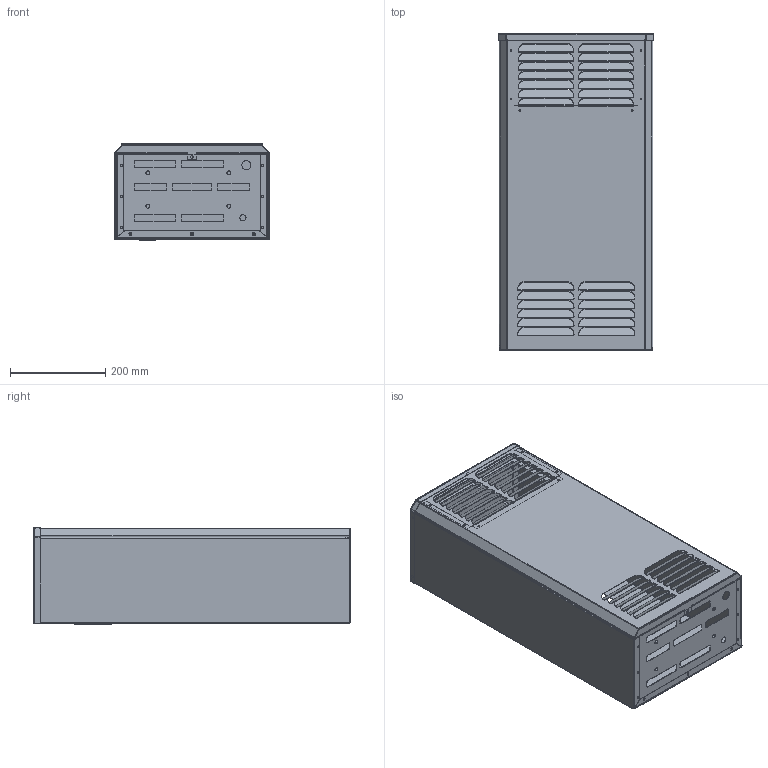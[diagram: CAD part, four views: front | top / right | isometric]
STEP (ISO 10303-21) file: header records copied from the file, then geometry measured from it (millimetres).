
FILE_DESCRIPTION (( 'STEP AP203' ), '1' );
FILE_NAME ('O500-MONTAJ.STEP', '2023-01-25T07:49:49', ( '' ), ( '' ), 'SwSTEP 2.0', 'SolidWorks 2011', '' );
FILE_SCHEMA (( 'CONFIG_CONTROL_DESIGN' ));
Length unit declared in the file: millimetre
Products named in the file (8): O500-MONTAJ; 9898SVK500tavan sacý; OUT500-FILTRE; Digital Display Controller-K; OUT500-ARKAKAPAK; OUT500-ONKAPAK; OUT500-MOTORALTSACI; OUT500-GOVDE
Assembly tree (7 placements, depth 2):
  O500-MONTAJ
    OUT500-ONKAPAK
    OUT500-FILTRE
    OUT500-ARKAKAPAK
    Digital Display Controller-K
    OUT500-GOVDE
    OUT500-MOTORALTSACI
    9898SVK500tavan sacý
Bounding box: 324.97 x 664.17 x 202.99 mm (x, y, z)
Volume: 907264.8 mm3; surface area: 1833065.1 mm2
Topology: 7 solids, 7 shells, 1671 faces, 4547 edges, 2850 vertices
Faces by surface type: cylinder 874, plane 578, bspline 219
Entity records: 56132 total; most frequent: CARTESIAN_POINT 13688, ORIENTED_EDGE 9094, DIRECTION 8235, EDGE_CURVE 4547, AXIS2_PLACEMENT_3D 3034, VERTEX_POINT 2850, VECTOR 2167, LINE 2167
